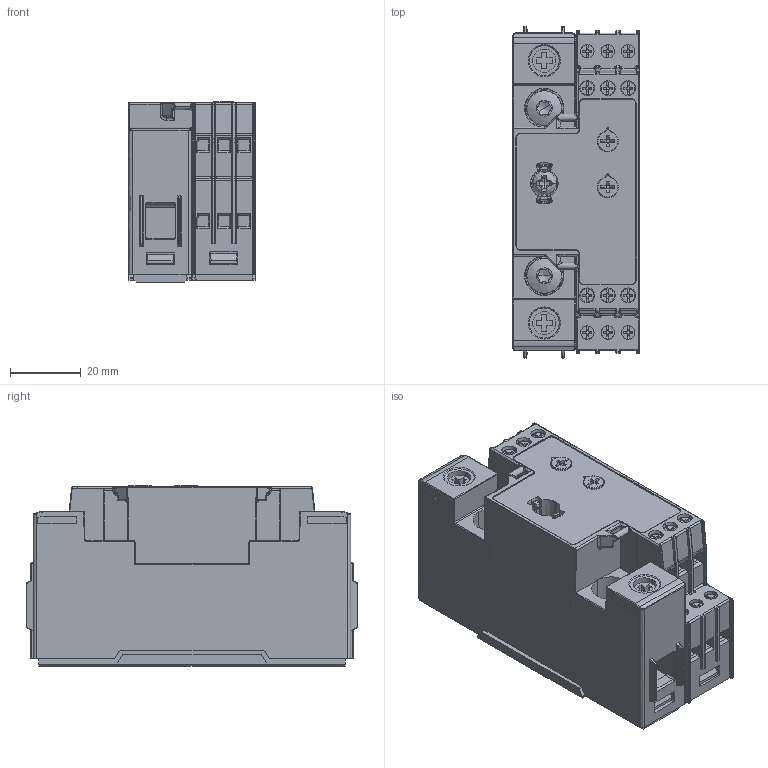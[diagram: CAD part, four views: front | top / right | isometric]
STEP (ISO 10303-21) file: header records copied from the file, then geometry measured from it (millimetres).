
FILE_DESCRIPTION((''),'2;1');
FILE_NAME('CGI1252-00-3D.stp','2015-03-20T15:47:37',(''),(''),'Mechanical Desktop 2011','Mechanical Desktop 2011',', , ');
FILE_SCHEMA(('CONFIG_CONTROL_DESIGN'));
Length unit declared in the file: millimetre
Products named in the file (2): Product; CGI1252-00
Assembly tree (1 placements, depth 2):
  Product
    CGI1252-00
Bounding box: 35.8 x 94 x 50.98 mm (x, y, z)
Volume: 132587.1 mm3; surface area: 33121.9 mm2
Topology: 1 solids, 7 shells, 1725 faces, 5129 edges, 3450 vertices
Faces by surface type: bspline 866, plane 482, cylinder 229, cone 96, torus 29, sphere 23
Entity records: 78946 total; most frequent: CARTESIAN_POINT 35414, ORIENTED_EDGE 10190, DIRECTION 7880, EDGE_CURVE 5095, VERTEX_POINT 3450, VECTOR 2672, LINE 2672, AXIS2_PLACEMENT_3D 2604
